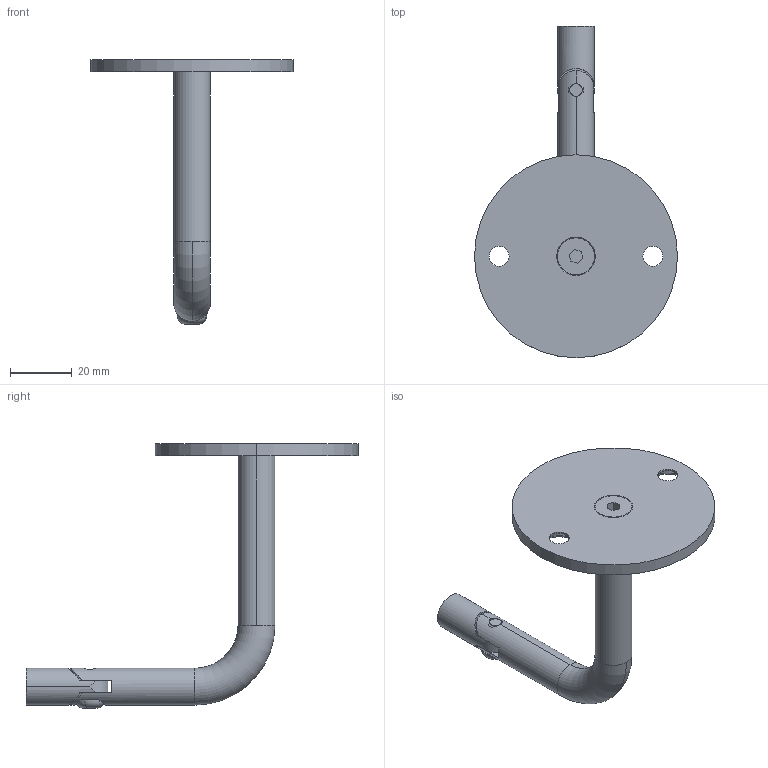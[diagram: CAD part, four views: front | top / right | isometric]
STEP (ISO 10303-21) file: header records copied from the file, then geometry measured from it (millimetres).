
FILE_DESCRIPTION (( 'STEP AP203' ), '1' );
FILE_NAME ('A_0116-270.STEP', '2022-12-12T13:48:33', ( '' ), ( '' ), 'SwSTEP 2.0', 'SolidWorks 2019', '' );
FILE_SCHEMA (( 'CONFIG_CONTROL_DESIGN' ));
Length unit declared in the file: millimetre
Products named in the file (6): A_0116-270.P3; Skrutka DIN 7991_Skrutka M 6x 12 ; A_0116-270.P1; A_0116-270; SKRUTKA stn iso 7380_M5x10; A_0116-270.P2
Assembly tree (5 placements, depth 2):
  A_0116-270
    A_0116-270.P1
    A_0116-270.P3
    Skrutka DIN 7991_Skrutka M 6x 12 
    A_0116-270.P2
    SKRUTKA stn iso 7380_M5x10
Bounding box: 66 x 107.95 x 86.05 mm (x, y, z)
Volume: 28344.4 mm3; surface area: 15284.3 mm2
Topology: 5 solids, 5 shells, 110 faces, 247 edges, 145 vertices
Faces by surface type: cylinder 44, plane 34, cone 28, torus 4
Entity records: 3776 total; most frequent: CARTESIAN_POINT 689, DIRECTION 559, ORIENTED_EDGE 482, EDGE_CURVE 241, AXIS2_PLACEMENT_3D 225, VERTEX_POINT 145, EDGE_LOOP 126, ADVANCED_FACE 110
